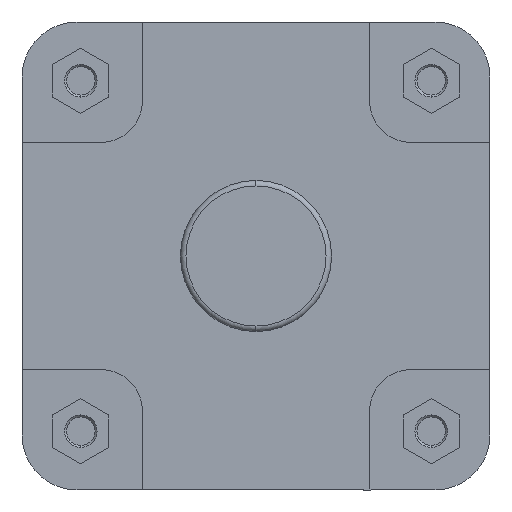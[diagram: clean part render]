
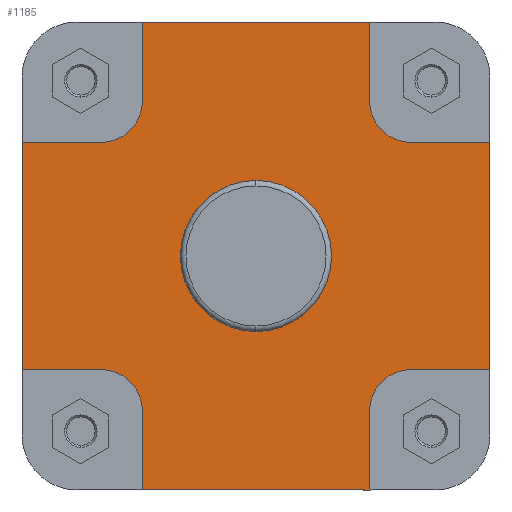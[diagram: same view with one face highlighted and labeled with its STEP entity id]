
A CAD part, left-side view. The second image highlights one B-rep face of the part: STEP entity #1185.
In plain terms, the highlighted planar face has unit normal (-1, 0, 0).
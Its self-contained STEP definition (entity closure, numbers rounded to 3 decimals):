
#40 = VERTEX_POINT ( 'NONE', #392 ) ;
#42 = VERTEX_POINT ( 'NONE', #408 ) ;
#45 = VERTEX_POINT ( 'NONE', #412 ) ;
#75 = VERTEX_POINT ( 'NONE', #7194 ) ;
#79 = VERTEX_POINT ( 'NONE', #1388 ) ;
#81 = VERTEX_POINT ( 'NONE', #1383 ) ;
#97 = VERTEX_POINT ( 'NONE', #6712 ) ;
#99 = VERTEX_POINT ( 'NONE', #6705 ) ;
#144 = VERTEX_POINT ( 'NONE', #6735 ) ;
#157 = VERTEX_POINT ( 'NONE', #6725 ) ;
#176 = VERTEX_POINT ( 'NONE', #6767 ) ;
#191 = VERTEX_POINT ( 'NONE', #6651 ) ;
#198 = VERTEX_POINT ( 'NONE', #6629 ) ;
#206 = VERTEX_POINT ( 'NONE', #6643 ) ;
#212 = VERTEX_POINT ( 'NONE', #6631 ) ;
#215 = VERTEX_POINT ( 'NONE', #6761 ) ;
#220 = VERTEX_POINT ( 'NONE', #6748 ) ;
#229 = VERTEX_POINT ( 'NONE', #6759 ) ;
#392 = CARTESIAN_POINT ( 'NONE',  ( 16., 112.5, 82.5 ) ) ;
#408 = CARTESIAN_POINT ( 'NONE',  ( 16., 82.5, -170. ) ) ;
#412 = CARTESIAN_POINT ( 'NONE',  ( 16., 0., 54.9 ) ) ;
#478 = EDGE_CURVE ( 'NONE', #212, #215, #2767, .T. ) ;
#556 = EDGE_CURVE ( 'NONE', #215, #40, #2892, .T. ) ;
#557 = EDGE_CURVE ( 'NONE', #42, #198, #2897, .T. ) ;
#632 = EDGE_CURVE ( 'NONE', #198, #79, #3032, .T. ) ;
#1185 = ADVANCED_FACE ( 'NONE', ( #3376, #3375 ), #4552, .F. ) ;
#1383 = CARTESIAN_POINT ( 'NONE',  ( 16., -82.5, 112.5 ) ) ;
#1388 = CARTESIAN_POINT ( 'NONE',  ( 16., 112.5, -82.5 ) ) ;
#1530 = EDGE_CURVE ( 'NONE', #79, #212, #5025, .T. ) ;
#1545 = EDGE_CURVE ( 'NONE', #229, #144, #5010, .T. ) ;
#1546 = EDGE_CURVE ( 'NONE', #220, #191, #5056, .T. ) ;
#1549 = EDGE_CURVE ( 'NONE', #206, #191, #5061, .T. ) ;
#1553 = EDGE_CURVE ( 'NONE', #42, #99, #5068, .T. ) ;
#1555 = EDGE_CURVE ( 'NONE', #157, #45, #5072, .T. ) ;
#1560 = EDGE_CURVE ( 'NONE', #97, #229, #5078, .T. ) ;
#1561 = EDGE_CURVE ( 'NONE', #81, #220, #5081, .T. ) ;
#1562 = EDGE_CURVE ( 'NONE', #206, #176, #5075, .T. ) ;
#1566 = EDGE_CURVE ( 'NONE', #144, #81, #5060, .T. ) ;
#1572 = EDGE_CURVE ( 'NONE', #75, #99, #5094, .T. ) ;
#1576 = EDGE_CURVE ( 'NONE', #176, #75, #5101, .T. ) ;
#1659 = EDGE_CURVE ( 'NONE', #45, #157, #5229, .T. ) ;
#1693 = EDGE_CURVE ( 'NONE', #40, #97, #5286, .T. ) ;
#1754 = AXIS2_PLACEMENT_3D ( 'NONE', #3926, #3928, #3929 ) ;
#1898 = AXIS2_PLACEMENT_3D ( 'NONE', #4543, #4553, #4554 ) ;
#2093 = AXIS2_PLACEMENT_3D ( 'NONE', #6142, #6143, #6144 ) ;
#2105 = AXIS2_PLACEMENT_3D ( 'NONE', #6196, #6198, #6199 ) ;
#2106 = AXIS2_PLACEMENT_3D ( 'NONE', #6154, #6159, #6160 ) ;
#2157 = AXIS2_PLACEMENT_3D ( 'NONE', #6408, #6421, #6422 ) ;
#2162 = AXIS2_PLACEMENT_3D ( 'NONE', #6478, #6497, #6498 ) ;
#2551 = ORIENTED_EDGE ( 'NONE', *, *, #557, .F. ) ;
#2552 = ORIENTED_EDGE ( 'NONE', *, *, #632, .F. ) ;
#2553 = ORIENTED_EDGE ( 'NONE', *, *, #1530, .F. ) ;
#2554 = ORIENTED_EDGE ( 'NONE', *, *, #478, .F. ) ;
#2555 = ORIENTED_EDGE ( 'NONE', *, *, #556, .F. ) ;
#2556 = ORIENTED_EDGE ( 'NONE', *, *, #1693, .F. ) ;
#2557 = ORIENTED_EDGE ( 'NONE', *, *, #1560, .F. ) ;
#2558 = ORIENTED_EDGE ( 'NONE', *, *, #1545, .F. ) ;
#2559 = ORIENTED_EDGE ( 'NONE', *, *, #1566, .F. ) ;
#2560 = ORIENTED_EDGE ( 'NONE', *, *, #1561, .F. ) ;
#2561 = ORIENTED_EDGE ( 'NONE', *, *, #1546, .F. ) ;
#2562 = ORIENTED_EDGE ( 'NONE', *, *, #1549, .T. ) ;
#2563 = ORIENTED_EDGE ( 'NONE', *, *, #1562, .F. ) ;
#2564 = ORIENTED_EDGE ( 'NONE', *, *, #1576, .F. ) ;
#2565 = ORIENTED_EDGE ( 'NONE', *, *, #1572, .F. ) ;
#2566 = ORIENTED_EDGE ( 'NONE', *, *, #1553, .T. ) ;
#2567 = ORIENTED_EDGE ( 'NONE', *, *, #1555, .F. ) ;
#2568 = ORIENTED_EDGE ( 'NONE', *, *, #1659, .F. ) ;
#2757 = VECTOR ( 'NONE', #3575, 1000. ) ;
#2767 = LINE ( 'NONE', #3569, #2757 ) ;
#2886 = VECTOR ( 'NONE', #3758, 1000. ) ;
#2892 = LINE ( 'NONE', #3757, #2886 ) ;
#2897 = LINE ( 'NONE', #3751, #2899 ) ;
#2899 = VECTOR ( 'NONE', #3761, 1000. ) ;
#3032 = CIRCLE ( 'NONE', #1754, 30. ) ;
#3375 = FACE_OUTER_BOUND ( 'NONE', #7166, .T. ) ;
#3376 = FACE_BOUND ( 'NONE', #6847, .T. ) ;
#3569 = CARTESIAN_POINT ( 'NONE',  ( 16., 170., 0. ) ) ;
#3575 = DIRECTION ( 'NONE',  ( 0., 0., 1. ) ) ;
#3751 = CARTESIAN_POINT ( 'NONE',  ( 16., 82.5, -112.5 ) ) ;
#3757 = CARTESIAN_POINT ( 'NONE',  ( 16., 112.5, 82.5 ) ) ;
#3758 = DIRECTION ( 'NONE',  ( 0., -1., 0. ) ) ;
#3761 = DIRECTION ( 'NONE',  ( 0., 0., 1. ) ) ;
#3926 = CARTESIAN_POINT ( 'NONE',  ( 16., 112.5, -112.5 ) ) ;
#3928 = DIRECTION ( 'NONE',  ( -1., 0., 0. ) ) ;
#3929 = DIRECTION ( 'NONE',  ( 0., 0., -1. ) ) ;
#4543 = CARTESIAN_POINT ( 'NONE',  ( 16., 54.9, 0. ) ) ;
#4552 = PLANE ( 'NONE',  #1898 ) ;
#4553 = DIRECTION ( 'NONE',  ( 1., 0., 0. ) ) ;
#4554 = DIRECTION ( 'NONE',  ( 0., 0., -1. ) ) ;
#5010 = LINE ( 'NONE', #6118, #5023 ) ;
#5022 = VECTOR ( 'NONE', #6128, 1000. ) ;
#5023 = VECTOR ( 'NONE', #6119, 1000. ) ;
#5025 = LINE ( 'NONE', #6085, #5026 ) ;
#5026 = VECTOR ( 'NONE', #6086, 1000. ) ;
#5054 = VECTOR ( 'NONE', #6138, 1000. ) ;
#5056 = LINE ( 'NONE', #6120, #5057 ) ;
#5057 = VECTOR ( 'NONE', #6121, 1000. ) ;
#5060 = LINE ( 'NONE', #6170, #5080 ) ;
#5061 = LINE ( 'NONE', #6115, #5022 ) ;
#5064 = VECTOR ( 'NONE', #6162, 1000. ) ;
#5068 = LINE ( 'NONE', #6127, #5054 ) ;
#5072 = CIRCLE ( 'NONE', #2093, 54.9 ) ;
#5075 = LINE ( 'NONE', #6161, #5064 ) ;
#5078 = LINE ( 'NONE', #6156, #5079 ) ;
#5079 = VECTOR ( 'NONE', #6157, 1000. ) ;
#5080 = VECTOR ( 'NONE', #6171, 1000. ) ;
#5081 = CIRCLE ( 'NONE', #2106, 30. ) ;
#5094 = LINE ( 'NONE', #6186, #5095 ) ;
#5095 = VECTOR ( 'NONE', #6187, 1000. ) ;
#5101 = CIRCLE ( 'NONE', #2105, 30. ) ;
#5229 = CIRCLE ( 'NONE', #2157, 54.9 ) ;
#5286 = CIRCLE ( 'NONE', #2162, 30. ) ;
#6085 = CARTESIAN_POINT ( 'NONE',  ( 16., 170., -82.5 ) ) ;
#6086 = DIRECTION ( 'NONE',  ( 0., 1., 0. ) ) ;
#6115 = CARTESIAN_POINT ( 'NONE',  ( 16., -170., 0. ) ) ;
#6118 = CARTESIAN_POINT ( 'NONE',  ( 16., -374.141, 170. ) ) ;
#6119 = DIRECTION ( 'NONE',  ( 0., -1., 0. ) ) ;
#6120 = CARTESIAN_POINT ( 'NONE',  ( 16., -170., 82.5 ) ) ;
#6121 = DIRECTION ( 'NONE',  ( 0., -1., 0. ) ) ;
#6127 = CARTESIAN_POINT ( 'NONE',  ( 16., -374.141, -170. ) ) ;
#6128 = DIRECTION ( 'NONE',  ( 0., 0., 1. ) ) ;
#6138 = DIRECTION ( 'NONE',  ( 0., -1., 0. ) ) ;
#6142 = CARTESIAN_POINT ( 'NONE',  ( 16., 0., 0. ) ) ;
#6143 = DIRECTION ( 'NONE',  ( -1., 0., 0. ) ) ;
#6144 = DIRECTION ( 'NONE',  ( 0., 0., 1. ) ) ;
#6154 = CARTESIAN_POINT ( 'NONE',  ( 16., -112.5, 112.5 ) ) ;
#6156 = CARTESIAN_POINT ( 'NONE',  ( 16., 82.5, 170. ) ) ;
#6157 = DIRECTION ( 'NONE',  ( 0., 0., 1. ) ) ;
#6159 = DIRECTION ( 'NONE',  ( -1., 0., 0. ) ) ;
#6160 = DIRECTION ( 'NONE',  ( 0., 0., 1. ) ) ;
#6161 = CARTESIAN_POINT ( 'NONE',  ( 16., -112.5, -82.5 ) ) ;
#6162 = DIRECTION ( 'NONE',  ( 0., 1., 0. ) ) ;
#6170 = CARTESIAN_POINT ( 'NONE',  ( 16., -82.5, 112.5 ) ) ;
#6171 = DIRECTION ( 'NONE',  ( 0., 0., -1. ) ) ;
#6186 = CARTESIAN_POINT ( 'NONE',  ( 16., -82.5, -170. ) ) ;
#6187 = DIRECTION ( 'NONE',  ( 0., 0., -1. ) ) ;
#6196 = CARTESIAN_POINT ( 'NONE',  ( 16., -112.5, -112.5 ) ) ;
#6198 = DIRECTION ( 'NONE',  ( -1., 0., 0. ) ) ;
#6199 = DIRECTION ( 'NONE',  ( 0., -1., 0. ) ) ;
#6408 = CARTESIAN_POINT ( 'NONE',  ( 16., 0., 0. ) ) ;
#6421 = DIRECTION ( 'NONE',  ( -1., 0., 0. ) ) ;
#6422 = DIRECTION ( 'NONE',  ( 0., 0., 1. ) ) ;
#6478 = CARTESIAN_POINT ( 'NONE',  ( 16., 112.5, 112.5 ) ) ;
#6497 = DIRECTION ( 'NONE',  ( -1., 0., 0. ) ) ;
#6498 = DIRECTION ( 'NONE',  ( 0., 1., 0. ) ) ;
#6629 = CARTESIAN_POINT ( 'NONE',  ( 16., 82.5, -112.5 ) ) ;
#6631 = CARTESIAN_POINT ( 'NONE',  ( 16., 170., -82.5 ) ) ;
#6643 = CARTESIAN_POINT ( 'NONE',  ( 16., -170., -82.5 ) ) ;
#6651 = CARTESIAN_POINT ( 'NONE',  ( 16., -170., 82.5 ) ) ;
#6705 = CARTESIAN_POINT ( 'NONE',  ( 16., -82.5, -170. ) ) ;
#6712 = CARTESIAN_POINT ( 'NONE',  ( 16., 82.5, 112.5 ) ) ;
#6725 = CARTESIAN_POINT ( 'NONE',  ( 16., 0., -54.9 ) ) ;
#6735 = CARTESIAN_POINT ( 'NONE',  ( 16., -82.5, 170. ) ) ;
#6748 = CARTESIAN_POINT ( 'NONE',  ( 16., -112.5, 82.5 ) ) ;
#6759 = CARTESIAN_POINT ( 'NONE',  ( 16., 82.5, 170. ) ) ;
#6761 = CARTESIAN_POINT ( 'NONE',  ( 16., 170., 82.5 ) ) ;
#6767 = CARTESIAN_POINT ( 'NONE',  ( 16., -112.5, -82.5 ) ) ;
#6847 = EDGE_LOOP ( 'NONE', ( #2568, #2567 ) ) ;
#7166 = EDGE_LOOP ( 'NONE', ( #2566, #2565, #2564, #2563, #2562, #2561, #2560, #2559, #2558, #2557, #2556, #2555, #2554, #2553, #2552, #2551 ) ) ;
#7194 = CARTESIAN_POINT ( 'NONE',  ( 16., -82.5, -112.5 ) ) ;
